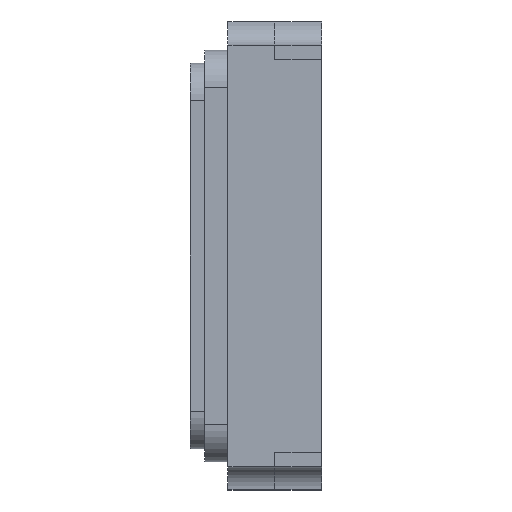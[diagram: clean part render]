
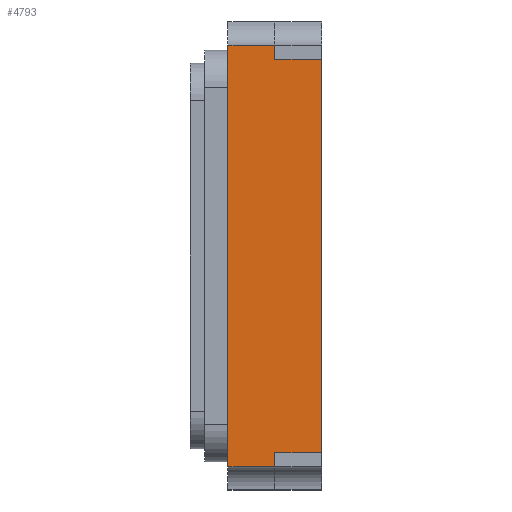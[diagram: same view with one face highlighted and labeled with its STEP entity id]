
A CAD part, left-side view. The second image highlights one B-rep face of the part: STEP entity #4793.
In plain terms, the highlighted planar face has unit normal (-1, 0, 0).
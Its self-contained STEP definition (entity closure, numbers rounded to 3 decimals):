
#221 = VECTOR ( 'NONE', #1090, 1000. ) ;
#317 = CARTESIAN_POINT ( 'NONE',  ( -1.6, 0.25, 1.05 ) ) ;
#439 = VECTOR ( 'NONE', #4369, 1000. ) ;
#490 = VECTOR ( 'NONE', #4361, 1000. ) ;
#495 = EDGE_CURVE ( 'NONE', #2912, #4924, #4638, .T. ) ;
#637 = DIRECTION ( 'NONE',  ( 0., 1., 0. ) ) ;
#833 = LINE ( 'NONE', #3008, #2011 ) ;
#1011 = ORIENTED_EDGE ( 'NONE', *, *, #2424, .F. ) ;
#1027 = CARTESIAN_POINT ( 'NONE',  ( -1.6, 0., 1.05 ) ) ;
#1090 = DIRECTION ( 'NONE',  ( 0., 0., 1. ) ) ;
#1113 = PLANE ( 'NONE',  #3970 ) ;
#1190 = CARTESIAN_POINT ( 'NONE',  ( -1.6, 0., -1.05 ) ) ;
#1261 = DIRECTION ( 'NONE',  ( 0., 0., 1. ) ) ;
#1274 = CARTESIAN_POINT ( 'NONE',  ( -1.6, 0.25, 1.25 ) ) ;
#1317 = LINE ( 'NONE', #4465, #5793 ) ;
#1369 = EDGE_LOOP ( 'NONE', ( #5309, #5388, #3902, #3252, #1011, #2798, #5459, #2147 ) ) ;
#1505 = EDGE_CURVE ( 'NONE', #4238, #3528, #1317, .T. ) ;
#1667 = LINE ( 'NONE', #5216, #490 ) ;
#1770 = CARTESIAN_POINT ( 'NONE',  ( -1.6, 0.25, 1.05 ) ) ;
#1877 = VERTEX_POINT ( 'NONE', #3457 ) ;
#1896 = LINE ( 'NONE', #1948, #221 ) ;
#1948 = CARTESIAN_POINT ( 'NONE',  ( -1.6, 0., 1.25 ) ) ;
#1980 = DIRECTION ( 'NONE',  ( 1., 0., 0. ) ) ;
#2003 = EDGE_CURVE ( 'NONE', #4053, #5384, #4747, .T. ) ;
#2011 = VECTOR ( 'NONE', #1261, 1000. ) ;
#2147 = ORIENTED_EDGE ( 'NONE', *, *, #495, .T. ) ;
#2364 = VECTOR ( 'NONE', #637, 1000. ) ;
#2424 = EDGE_CURVE ( 'NONE', #1877, #3528, #833, .T. ) ;
#2507 = LINE ( 'NONE', #1274, #4753 ) ;
#2512 = CARTESIAN_POINT ( 'NONE',  ( -1.6, 0.25, -1.05 ) ) ;
#2798 = ORIENTED_EDGE ( 'NONE', *, *, #5727, .T. ) ;
#2861 = CARTESIAN_POINT ( 'NONE',  ( -1.6, 0.5, 1.25 ) ) ;
#2872 = LINE ( 'NONE', #4249, #5329 ) ;
#2912 = VERTEX_POINT ( 'NONE', #4775 ) ;
#2977 = EDGE_CURVE ( 'NONE', #2912, #3092, #2507, .T. ) ;
#3008 = CARTESIAN_POINT ( 'NONE',  ( -1.6, 0.5, 1.25 ) ) ;
#3092 = VERTEX_POINT ( 'NONE', #3267 ) ;
#3100 = EDGE_CURVE ( 'NONE', #4924, #4053, #1896, .T. ) ;
#3252 = ORIENTED_EDGE ( 'NONE', *, *, #1505, .T. ) ;
#3267 = CARTESIAN_POINT ( 'NONE',  ( -1.6, 0.25, -1.125 ) ) ;
#3457 = CARTESIAN_POINT ( 'NONE',  ( -1.6, 0.5, -1.125 ) ) ;
#3461 = FACE_OUTER_BOUND ( 'NONE', #1369, .T. ) ;
#3528 = VERTEX_POINT ( 'NONE', #4885 ) ;
#3856 = CARTESIAN_POINT ( 'NONE',  ( -1.6, 0.25, 1.125 ) ) ;
#3902 = ORIENTED_EDGE ( 'NONE', *, *, #4402, .F. ) ;
#3970 = AXIS2_PLACEMENT_3D ( 'NONE', #2861, #1980, #5106 ) ;
#4053 = VERTEX_POINT ( 'NONE', #1027 ) ;
#4238 = VERTEX_POINT ( 'NONE', #3856 ) ;
#4249 = CARTESIAN_POINT ( 'NONE',  ( -1.6, 0., -1.125 ) ) ;
#4269 = DIRECTION ( 'NONE',  ( 0., -1., 0. ) ) ;
#4361 = DIRECTION ( 'NONE',  ( 0., 0., -1. ) ) ;
#4369 = DIRECTION ( 'NONE',  ( 0., -1., 0. ) ) ;
#4392 = DIRECTION ( 'NONE',  ( 0., 0., -1. ) ) ;
#4402 = EDGE_CURVE ( 'NONE', #4238, #5384, #1667, .T. ) ;
#4465 = CARTESIAN_POINT ( 'NONE',  ( -1.6, 0., 1.125 ) ) ;
#4638 = LINE ( 'NONE', #2512, #439 ) ;
#4747 = LINE ( 'NONE', #317, #2364 ) ;
#4753 = VECTOR ( 'NONE', #4392, 1000. ) ;
#4775 = CARTESIAN_POINT ( 'NONE',  ( -1.6, 0.25, -1.05 ) ) ;
#4793 = ADVANCED_FACE ( 'NONE', ( #3461 ), #1113, .F. ) ;
#4885 = CARTESIAN_POINT ( 'NONE',  ( -1.6, 0.5, 1.125 ) ) ;
#4924 = VERTEX_POINT ( 'NONE', #1190 ) ;
#5106 = DIRECTION ( 'NONE',  ( 0., 0., -1. ) ) ;
#5216 = CARTESIAN_POINT ( 'NONE',  ( -1.6, 0.25, 1.25 ) ) ;
#5309 = ORIENTED_EDGE ( 'NONE', *, *, #3100, .T. ) ;
#5329 = VECTOR ( 'NONE', #4269, 1000. ) ;
#5384 = VERTEX_POINT ( 'NONE', #1770 ) ;
#5388 = ORIENTED_EDGE ( 'NONE', *, *, #2003, .T. ) ;
#5435 = DIRECTION ( 'NONE',  ( 0., 1., 0. ) ) ;
#5459 = ORIENTED_EDGE ( 'NONE', *, *, #2977, .F. ) ;
#5727 = EDGE_CURVE ( 'NONE', #1877, #3092, #2872, .T. ) ;
#5793 = VECTOR ( 'NONE', #5435, 1000. ) ;
